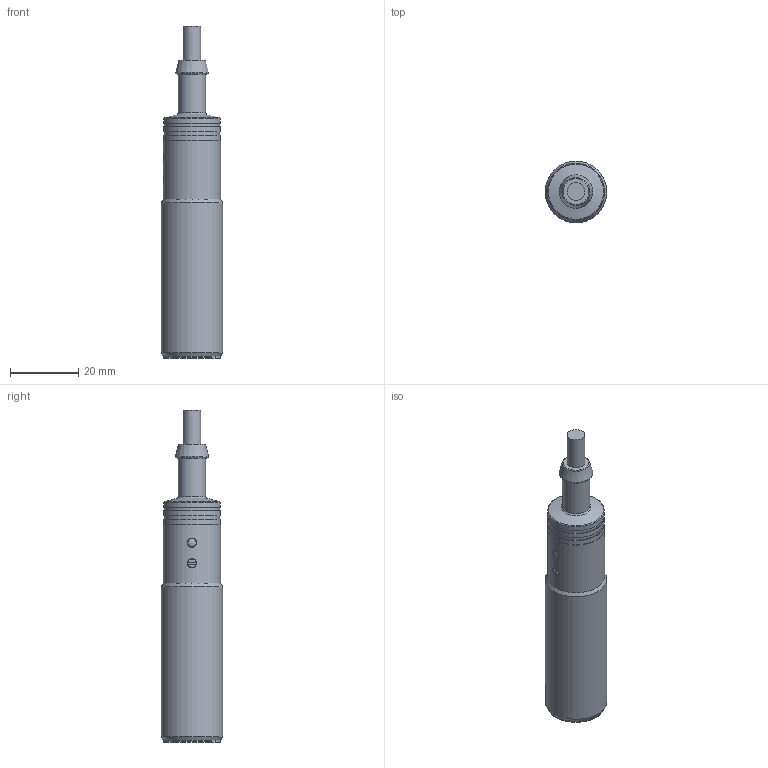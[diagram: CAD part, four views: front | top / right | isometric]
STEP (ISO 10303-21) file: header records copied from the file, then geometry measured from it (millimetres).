
FILE_DESCRIPTION(/* description */ (''),/* implementation_level */ '2;1');
FILE_NAME(/* name */ 'CA18CLF0xxx.stp',/* time_stamp */ '2019-07-10T12:41:09+02:00',/* author */ ('tvb'),/* organization */ (''),/* preprocessor_version */ 'ST-DEVELOPER v18',/* originating_system */ 'Autodesk Inventor 2020',/* authorisation */ '');
FILE_SCHEMA (('AUTOMOTIVE_DESIGN { 1 0 10303 214 3 1 1 }'));
Length unit declared in the file: millimetre
Products named in the file (1): CA18CLF0xxx
Bounding box: 18 x 18 x 97.1 mm (x, y, z)
Volume: 18090.1 mm3; surface area: 5097 mm2
Topology: 2 solids, 3 shells, 46 faces, 113 edges, 83 vertices
Faces by surface type: plane 19, cylinder 15, torus 7, cone 4, sphere 1
Full cylindrical faces by diameter (mm): 2.4 x2, 2.7 x3, 5.2 x1, 8 x1, 16.2 x2, 16.6 x3, 16.75 x2, 18 x1
Entity records: 1541 total; most frequent: CARTESIAN_POINT 311, DIRECTION 285, ORIENTED_EDGE 226, AXIS2_PLACEMENT_3D 129, EDGE_CURVE 113, VERTEX_POINT 83, CIRCLE 82, EDGE_LOOP 56
